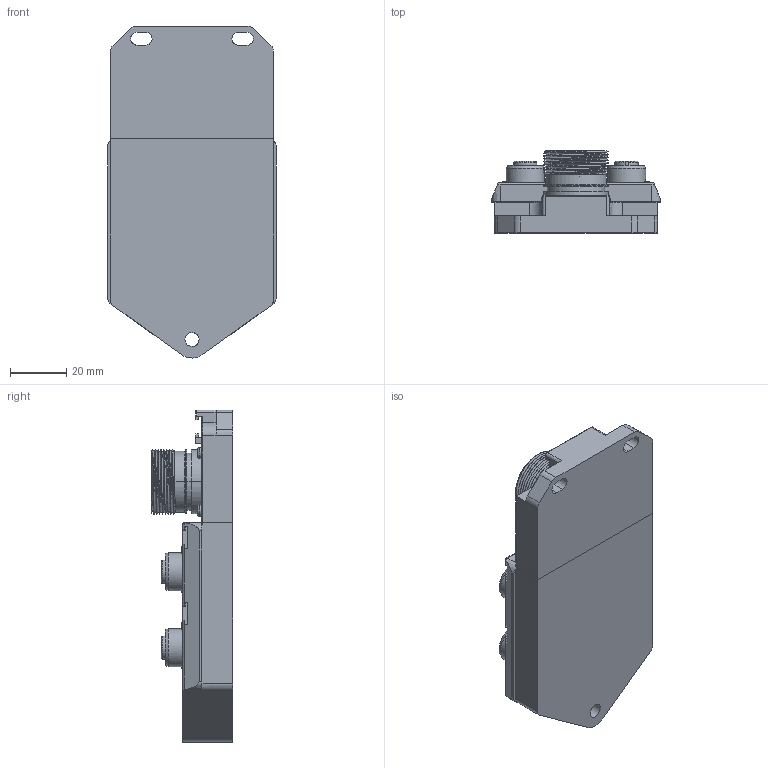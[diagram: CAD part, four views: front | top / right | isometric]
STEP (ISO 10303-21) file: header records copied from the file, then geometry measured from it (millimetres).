
FILE_DESCRIPTION( ('This file contains a STEP AP42 implementation' ,'as created by ZW3D STEP Interface translator.') ,'2;1' );
FILE_NAME( 'ALTR4-5-5XC-T19.stp' ,'211222.15 832', (''), ('ZWCAD Software Co.'), 'Version 1.0', 'ZW3D to STEP translator', '' );
FILE_SCHEMA(('AUTOMOTIVE_DESIGN'));
Length unit declared in the file: millimetre
Products named in the file (3): 0; ALTR4-5-5XC-T19; DLTR8-5-5XC-T19
Assembly tree (1 placements, depth 2):
  0
  ALTR4-5-5XC-T19
    DLTR8-5-5XC-T19
Bounding box: 60 x 29.1 x 118.03 mm (x, y, z)
Volume: 100427.1 mm3; surface area: 27714.3 mm2
Topology: 2 solids, 2 shells, 837 faces, 2143 edges, 1377 vertices
Faces by surface type: bspline 837
Entity records: 39040 total; most frequent: CARTESIAN_POINT 25732, ORIENTED_EDGE 4180, EDGE_CURVE 2090, B_SPLINE_CURVE_WITH_KNOTS 1527, VERTEX_POINT 1377, EDGE_LOOP 963, FACE_OUTER_BOUND 837, ADVANCED_FACE 837
